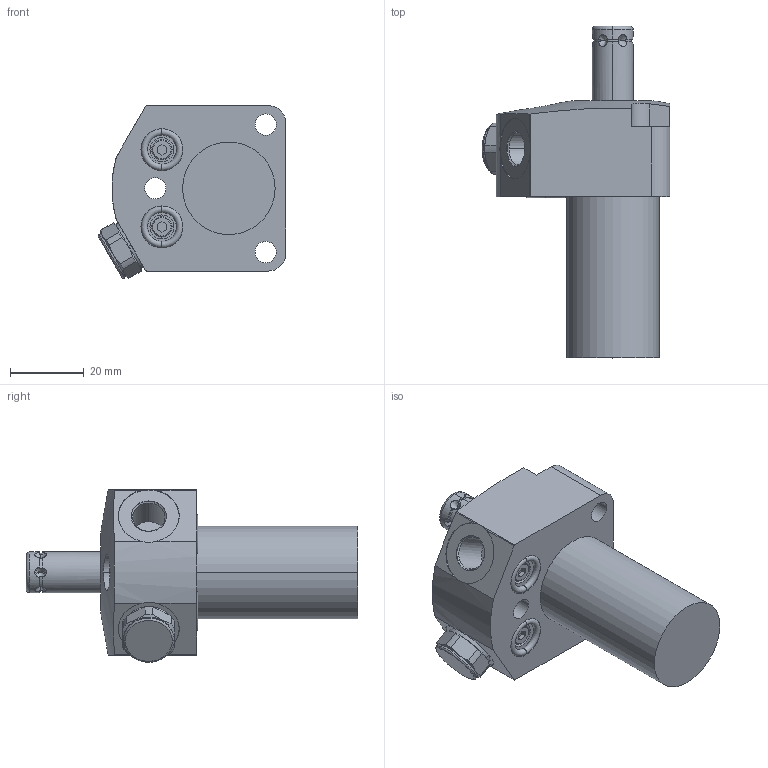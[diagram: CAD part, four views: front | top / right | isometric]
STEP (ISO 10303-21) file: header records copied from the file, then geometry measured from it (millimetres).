
FILE_DESCRIPTION((''),'2;1');
FILE_NAME('ILCM41460212','2018-07-16T',('ngp'),(''),'PRO/ENGINEER BY PARAMETRIC TECHNOLOGY CORPORATION, 2013320','PRO/ENGINEER BY PARAMETRIC TECHNOLOGY CORPORATION, 2013320','');
FILE_SCHEMA(('AUTOMOTIVE_DESIGN { 1 0 10303 214 1 1 1 1 }'));
Length unit declared in the file: millimetre
Products named in the file (1): ILCM41460212
Bounding box: 51.02 x 90.18 x 47.01 mm (x, y, z)
Volume: 68510.5 mm3; surface area: 15217.4 mm2
Topology: 1 solids, 3 shells, 174 faces, 459 edges, 291 vertices
Faces by surface type: plane 69, cylinder 65, cone 32, torus 8
Entity records: 7217 total; most frequent: CARTESIAN_POINT 1476, ORIENTED_EDGE 886, DIRECTION 868, PRESENTATION_STYLE_ASSIGNMENT 458, STYLED_ITEM 447, CURVE_STYLE 445, EDGE_CURVE 445, AXIS2_PLACEMENT_3D 350
